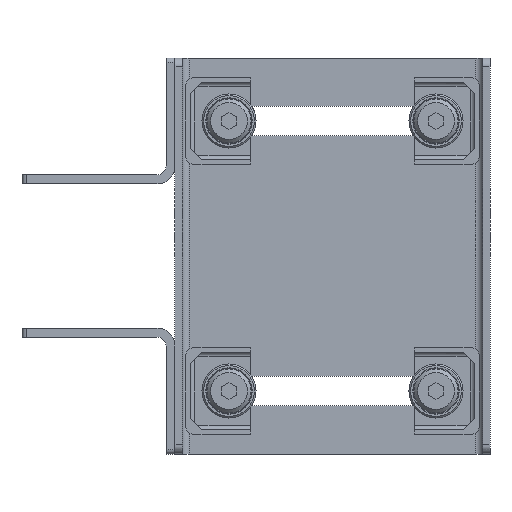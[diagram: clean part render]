
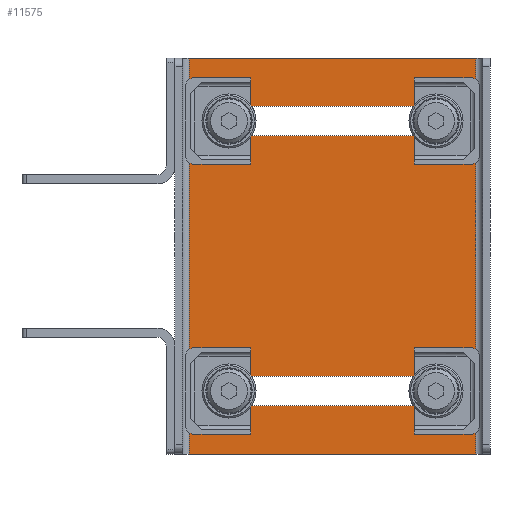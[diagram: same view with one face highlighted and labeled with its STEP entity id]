
A CAD part, front view. The second image highlights one B-rep face of the part: STEP entity #11575.
In plain terms, the highlighted planar face has unit normal (0, -1, 0).
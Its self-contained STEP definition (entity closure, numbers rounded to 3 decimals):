
#278=FACE_BOUND('',#1070,.T.);
#279=FACE_BOUND('',#1071,.T.);
#505=FACE_OUTER_BOUND('',#1069,.T.);
#1069=EDGE_LOOP('',(#7742,#7743,#7744,#7745));
#1070=EDGE_LOOP('',(#7746,#7747,#7748,#7749));
#1071=EDGE_LOOP('',(#7750,#7751,#7752,#7753));
#1670=CIRCLE('',#12250,8.25);
#1671=CIRCLE('',#12251,8.25);
#1672=CIRCLE('',#12252,8.25);
#1673=CIRCLE('',#12253,8.25);
#2075=LINE('',#16646,#3308);
#2078=LINE('',#16652,#3311);
#2081=LINE('',#16658,#3314);
#2084=LINE('',#16664,#3317);
#2087=LINE('',#16671,#3320);
#2088=LINE('',#16676,#3321);
#2089=LINE('',#16679,#3322);
#2090=LINE('',#16682,#3323);
#3308=VECTOR('',#13382,10.);
#3311=VECTOR('',#13387,10.);
#3314=VECTOR('',#13392,10.);
#3317=VECTOR('',#13397,10.);
#3320=VECTOR('',#13404,10.);
#3321=VECTOR('',#13411,10.);
#3322=VECTOR('',#13414,10.);
#3323=VECTOR('',#13419,10.);
#4533=VERTEX_POINT('',#16644);
#4534=VERTEX_POINT('',#16645);
#4535=VERTEX_POINT('',#16650);
#4536=VERTEX_POINT('',#16651);
#4537=VERTEX_POINT('',#16656);
#4538=VERTEX_POINT('',#16657);
#4539=VERTEX_POINT('',#16662);
#4540=VERTEX_POINT('',#16663);
#4541=VERTEX_POINT('',#16668);
#4542=VERTEX_POINT('',#16670);
#4543=VERTEX_POINT('',#16674);
#4544=VERTEX_POINT('',#16678);
#5834=EDGE_CURVE('',#4533,#4534,#2075,.T.);
#5837=EDGE_CURVE('',#4535,#4536,#2078,.T.);
#5840=EDGE_CURVE('',#4537,#4538,#2081,.T.);
#5843=EDGE_CURVE('',#4539,#4540,#2084,.T.);
#5847=EDGE_CURVE('',#4542,#4541,#2087,.T.);
#5850=EDGE_CURVE('',#4541,#4543,#2088,.T.);
#5851=EDGE_CURVE('',#4544,#4542,#2089,.T.);
#5853=EDGE_CURVE('',#4543,#4544,#2090,.T.);
#5854=EDGE_CURVE('',#4540,#4537,#1670,.T.);
#5855=EDGE_CURVE('',#4538,#4539,#1671,.T.);
#5856=EDGE_CURVE('',#4536,#4533,#1672,.T.);
#5857=EDGE_CURVE('',#4534,#4535,#1673,.T.);
#7742=ORIENTED_EDGE('',*,*,#5853,.T.);
#7743=ORIENTED_EDGE('',*,*,#5851,.T.);
#7744=ORIENTED_EDGE('',*,*,#5847,.T.);
#7745=ORIENTED_EDGE('',*,*,#5850,.T.);
#7746=ORIENTED_EDGE('',*,*,#5843,.T.);
#7747=ORIENTED_EDGE('',*,*,#5854,.T.);
#7748=ORIENTED_EDGE('',*,*,#5840,.T.);
#7749=ORIENTED_EDGE('',*,*,#5855,.T.);
#7750=ORIENTED_EDGE('',*,*,#5837,.T.);
#7751=ORIENTED_EDGE('',*,*,#5856,.T.);
#7752=ORIENTED_EDGE('',*,*,#5834,.T.);
#7753=ORIENTED_EDGE('',*,*,#5857,.T.);
#10635=PLANE('',#12249);
#11575=ADVANCED_FACE('',(#505,#278,#279),#10635,.T.);
#12249=AXIS2_PLACEMENT_3D('',#16683,#13420,#13421);
#12250=AXIS2_PLACEMENT_3D('',#16684,#13422,#13423);
#12251=AXIS2_PLACEMENT_3D('',#16685,#13424,#13425);
#12252=AXIS2_PLACEMENT_3D('',#16686,#13426,#13427);
#12253=AXIS2_PLACEMENT_3D('',#16687,#13428,#13429);
#13382=DIRECTION('',(-1.,0.,0.));
#13387=DIRECTION('',(1.,0.,0.));
#13392=DIRECTION('',(-1.,0.,0.));
#13397=DIRECTION('',(1.,0.,0.));
#13404=DIRECTION('',(0.,0.,1.));
#13411=DIRECTION('',(-1.,0.,0.));
#13414=DIRECTION('',(1.,0.,0.));
#13419=DIRECTION('',(0.,0.,-1.));
#13420=DIRECTION('center_axis',(0.,-1.,0.));
#13421=DIRECTION('ref_axis',(0.,0.,-1.));
#13422=DIRECTION('center_axis',(0.,1.,0.));
#13423=DIRECTION('ref_axis',(0.,0.,-1.));
#13424=DIRECTION('center_axis',(0.,1.,0.));
#13425=DIRECTION('ref_axis',(0.,0.,1.));
#13426=DIRECTION('center_axis',(0.,1.,0.));
#13427=DIRECTION('ref_axis',(0.,0.,-1.));
#13428=DIRECTION('center_axis',(0.,1.,0.));
#13429=DIRECTION('ref_axis',(0.,0.,1.));
#16644=CARTESIAN_POINT('',(57.5,30.5,66.75));
#16645=CARTESIAN_POINT('',(-57.5,30.5,66.75));
#16646=CARTESIAN_POINT('',(13.,30.5,66.75));
#16650=CARTESIAN_POINT('',(-57.5,30.5,83.25));
#16651=CARTESIAN_POINT('',(57.5,30.5,83.25));
#16652=CARTESIAN_POINT('',(70.5,30.5,83.25));
#16656=CARTESIAN_POINT('',(57.5,30.5,-83.25));
#16657=CARTESIAN_POINT('',(-57.5,30.5,-83.25));
#16658=CARTESIAN_POINT('',(13.,30.5,-83.25));
#16662=CARTESIAN_POINT('',(-57.5,30.5,-66.75));
#16663=CARTESIAN_POINT('',(57.5,30.5,-66.75));
#16664=CARTESIAN_POINT('',(70.5,30.5,-66.75));
#16668=CARTESIAN_POINT('',(79.5,30.5,110.));
#16670=CARTESIAN_POINT('',(79.5,30.5,-110.));
#16671=CARTESIAN_POINT('',(79.5,30.5,-55.));
#16674=CARTESIAN_POINT('',(-79.5,30.5,110.));
#16676=CARTESIAN_POINT('',(-83.5,30.5,110.));
#16678=CARTESIAN_POINT('',(-79.5,30.5,-110.));
#16679=CARTESIAN_POINT('',(-83.5,30.5,-110.));
#16682=CARTESIAN_POINT('',(-79.5,30.5,-110.));
#16683=CARTESIAN_POINT('Origin',(83.5,30.5,-110.));
#16684=CARTESIAN_POINT('Origin',(57.5,30.5,-75.));
#16685=CARTESIAN_POINT('Origin',(-57.5,30.5,-75.));
#16686=CARTESIAN_POINT('Origin',(57.5,30.5,75.));
#16687=CARTESIAN_POINT('Origin',(-57.5,30.5,75.));
